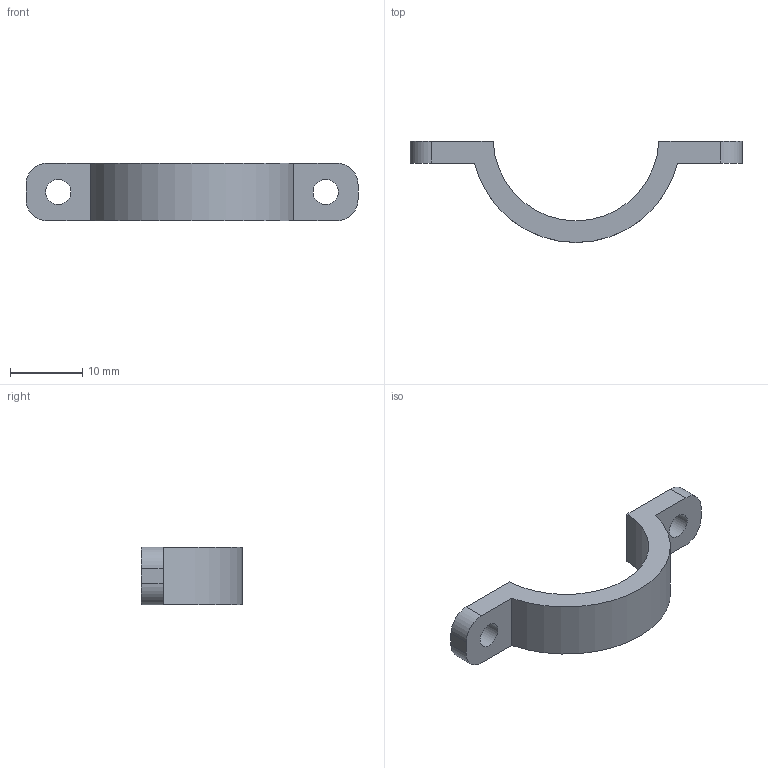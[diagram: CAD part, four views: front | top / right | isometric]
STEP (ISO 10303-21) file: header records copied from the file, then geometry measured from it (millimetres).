
FILE_DESCRIPTION(('FreeCAD Model'),'2;1');
FILE_NAME('lower.step','2020-09-19T09:40:52', ('Author'),(''),'Open CASCADE STEP processor 7.4','FreeCAD','Unknown' );
FILE_SCHEMA(('AUTOMOTIVE_DESIGN { 1 0 10303 214 1 1 1 1 }'));
Length unit declared in the file: millimetre
Products named in the file (1): lower
Bounding box: 46 x 14 x 8 mm (x, y, z)
Volume: 1291.2 mm3; surface area: 1303.5 mm2
Topology: 1 solids, 1 shells, 16 faces, 42 edges, 28 vertices
Faces by surface type: plane 8, cylinder 8
Full cylindrical faces by diameter (mm): 3.5 x2
Entity records: 1096 total; most frequent: CARTESIAN_POINT 207, DIRECTION 170, LINE 94, VECTOR 94, ORIENTED_EDGE 84, PCURVE 84, DEFINITIONAL_REPRESENTATION 84, EDGE_CURVE 42
